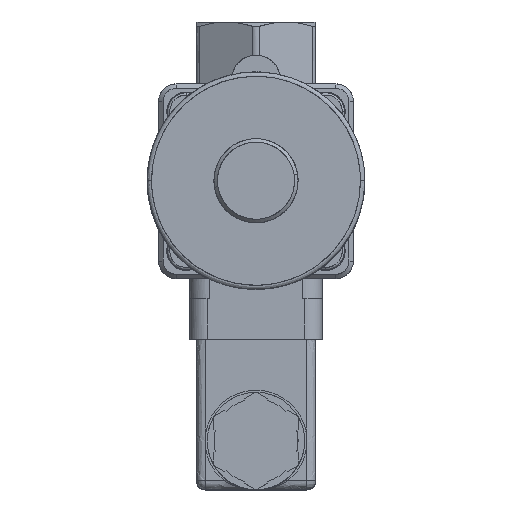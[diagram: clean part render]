
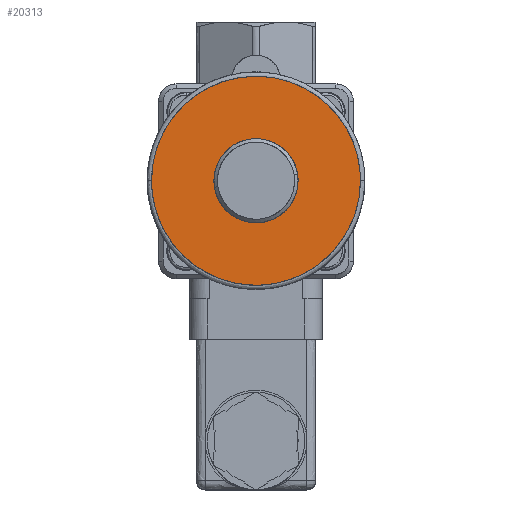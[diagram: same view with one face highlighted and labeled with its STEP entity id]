
A CAD part, top view. The second image highlights one B-rep face of the part: STEP entity #20313.
In plain terms, the highlighted free-form (B-spline) face has degree [1, 1] with [2, 2] control points.
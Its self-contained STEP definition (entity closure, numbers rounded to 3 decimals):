
#20292 = CARTESIAN_POINT ('', (0., 21.1, 95.6));
#20293 = VERTEX_POINT ('', #20292);
#20294 = CARTESIAN_POINT ('', (0., 21.1, 95.6));
#20295 = CARTESIAN_POINT ('', (-23.6, 21.1, 95.6));
#20296 = CARTESIAN_POINT ('', (-23.6, -2.5, 95.6));
#20297 = CARTESIAN_POINT ('', (-23.6, -26.1, 95.6));
#20298 = CARTESIAN_POINT ('', (0., -26.1, 95.6));
#20299 = CARTESIAN_POINT ('', (23.6, -26.1, 95.6));
#20300 = CARTESIAN_POINT ('', (23.6, -2.5, 95.6));
#20301 = CARTESIAN_POINT ('', (23.6, 21.1, 95.6));
#20302 = CARTESIAN_POINT ('', (0., 21.1, 95.6));
#20303 = (
   BOUNDED_CURVE ()
   B_SPLINE_CURVE (2, (#20294, #20295, #20296, #20297, #20298, #20299, #20300, #20301, #20302), .UNSPECIFIED., .T., .U.)
   B_SPLINE_CURVE_WITH_KNOTS ((3, 2, 2, 2, 3), (0., 90., 180., 270., 360.), .UNSPECIFIED.)
   CURVE ()
   GEOMETRIC_REPRESENTATION_ITEM ()
   RATIONAL_B_SPLINE_CURVE ((1., 0.707, 1., 0.707, 1., 0.707, 1., 0.707, 1.))
   REPRESENTATION_ITEM ('')
);
#20304 = EDGE_CURVE ('', #20293, #20293, #20303, .T.);
#20305 = ORIENTED_EDGE ('', *, *, #20304, .T.);
#20306 = EDGE_LOOP ('', (#20305));
#20307 = FACE_OUTER_BOUND ('', #20306, .T.);
#20308 = CARTESIAN_POINT ('', (-23.601, -26.101, 95.6));
#20309 = CARTESIAN_POINT ('', (-23.601, 21.101, 95.6));
#20310 = CARTESIAN_POINT ('', (23.601, -26.101, 95.6));
#20311 = CARTESIAN_POINT ('', (23.601, 21.101, 95.6));
#20312 = B_SPLINE_SURFACE_WITH_KNOTS ('', 1, 1, ((#20308, #20309), (#20310, #20311)), .UNSPECIFIED., .F., .F., .U., (2, 2), (2, 2), (4.839, 52.041), (4.839, 52.041), .UNSPECIFIED.);
#20313 = ADVANCED_FACE ('', (#20307), #20312, .T.);
